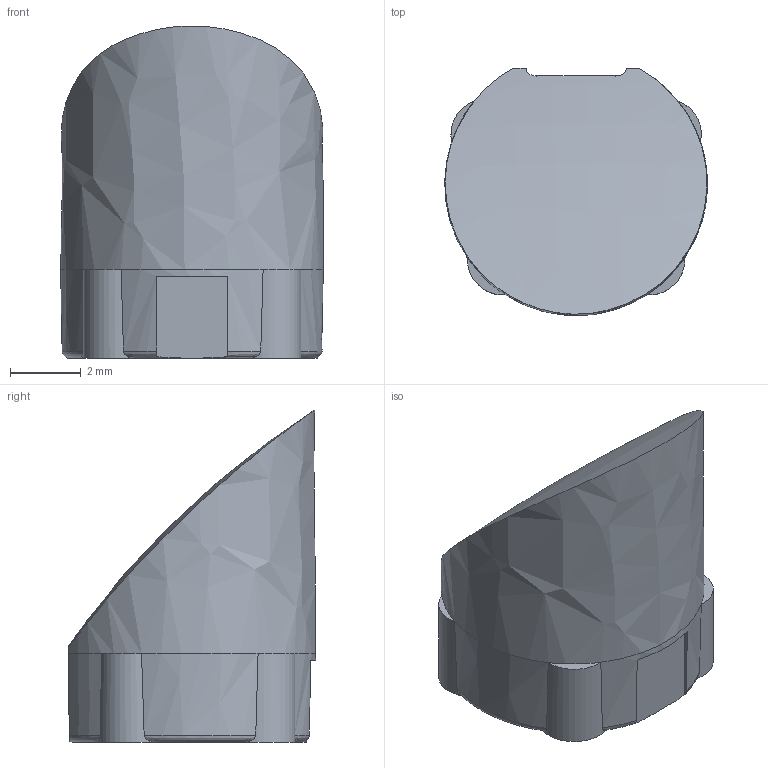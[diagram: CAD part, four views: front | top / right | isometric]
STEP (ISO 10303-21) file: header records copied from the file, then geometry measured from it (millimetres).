
FILE_DESCRIPTION(/* description */ (''),/* implementation_level */ '2;1');
FILE_NAME(/* name */ 'FILE_STP_CAD_DRAWING_3d_LPZXP_prt.stp',/* time_stamp */ '2021-12-20T08:06:12+01:00',/* author */ (''),/* organization */ (''),/* preprocessor_version */ 'ST-DEVELOPER v16.7',/* originating_system */ 'SIEMENS PLM Software NX 12.0',/* authorisation */ '');
FILE_SCHEMA (('AUTOMOTIVE_DESIGN { 1 0 10303 214 3 1 1 1 }'));
Length unit declared in the file: millimetre
Products named in the file (1): 3d_LPZXP
Bounding box: 7.41 x 6.97 x 9.37 mm (x, y, z)
Surface area: 320.7 mm2 (no closed solid volume)
Topology: 0 solids, 1 shells, 62 faces, 185 edges, 118 vertices
Faces by surface type: bspline 21, cylinder 18, plane 16, cone 5, torus 2
Entity records: 3210 total; most frequent: CARTESIAN_POINT 1863, ORIENTED_EDGE 331, EDGE_CURVE 185, DIRECTION 162, B_SPLINE_CURVE_WITH_KNOTS 138, VERTEX_POINT 117, AXIS2_PLACEMENT_3D 72, EDGE_LOOP 63
